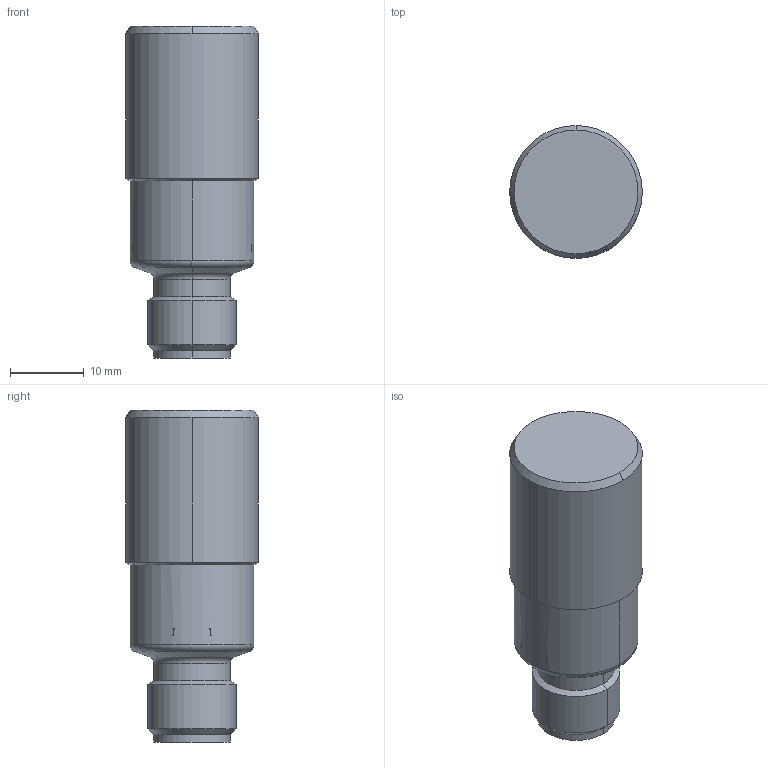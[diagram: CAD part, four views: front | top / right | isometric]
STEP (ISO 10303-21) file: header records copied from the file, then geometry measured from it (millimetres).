
FILE_DESCRIPTION((''),'2;1');
FILE_NAME('068','2021-03-10T16:19:05',('axu'),(''),'CREO PARAMETRIC BY PTC INC, 2019292','CREO PARAMETRIC BY PTC INC, 2019292','');
FILE_SCHEMA(('CONFIG_CONTROL_DESIGN','SHAPE_APPEARANCE_LAYERS_GROUPS'));
Length unit declared in the file: millimetre
Products named in the file (1): 068
Bounding box: 18 x 18 x 45.04 mm (x, y, z)
Volume: 8712.4 mm3; surface area: 3109.4 mm2
Topology: 1 solids, 1 shells, 130 faces, 327 edges, 209 vertices
Faces by surface type: cylinder 45, plane 42, cone 26, bspline 8, torus 7, sphere 2
Entity records: 5838 total; most frequent: CARTESIAN_POINT 1074, DIRECTION 670, ORIENTED_EDGE 644, EDGE_CURVE 322, AXIS2_PLACEMENT_3D 270, FILL_AREA_STYLE_COLOUR 256, FILL_AREA_STYLE 256, SURFACE_STYLE_FILL_AREA 256
